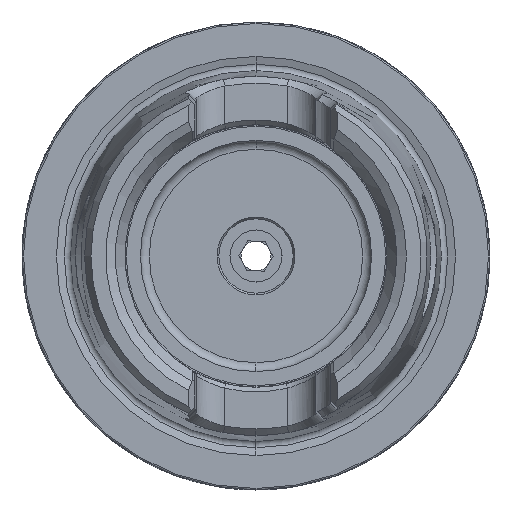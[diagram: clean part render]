
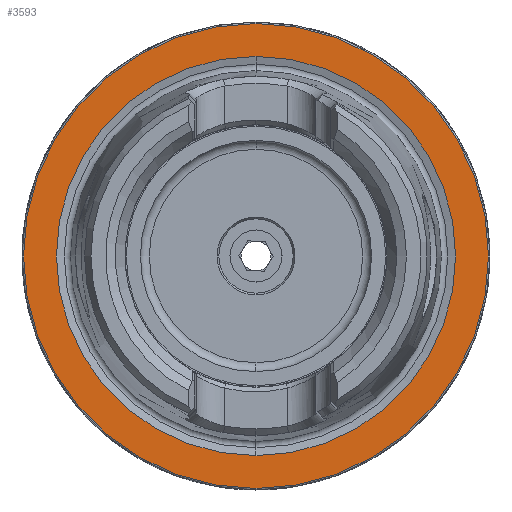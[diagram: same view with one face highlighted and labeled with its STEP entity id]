
A CAD part, left-side view. The second image highlights one B-rep face of the part: STEP entity #3593.
In plain terms, the highlighted planar face has unit normal (-1, 0, 0).
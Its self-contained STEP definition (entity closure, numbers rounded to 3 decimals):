
#42 = DIRECTION ( 'NONE',  ( 1., 0., 0. ) ) ;
#634 = ORIENTED_EDGE ( 'NONE', *, *, #5572, .T. ) ;
#901 = CARTESIAN_POINT ( 'NONE',  ( 0., 0., 26.85 ) ) ;
#1372 = AXIS2_PLACEMENT_3D ( 'NONE', #6013, #42, #10112 ) ;
#1515 = VERTEX_POINT ( 'NONE', #2453 ) ;
#1668 = FACE_OUTER_BOUND ( 'NONE', #6893, .T. ) ;
#1872 = AXIS2_PLACEMENT_3D ( 'NONE', #9383, #10309, #11320 ) ;
#2169 = DIRECTION ( 'NONE',  ( 0., 0., 1. ) ) ;
#2259 = CARTESIAN_POINT ( 'NONE',  ( 0., 0., 31.275 ) ) ;
#2265 = CIRCLE ( 'NONE', #2507, 31.275 ) ;
#2289 = EDGE_CURVE ( 'NONE', #6907, #9199, #11448, .T. ) ;
#2453 = CARTESIAN_POINT ( 'NONE',  ( 0., 0., -31.275 ) ) ;
#2507 = AXIS2_PLACEMENT_3D ( 'NONE', #8149, #5244, #2169 ) ;
#2813 = ORIENTED_EDGE ( 'NONE', *, *, #8677, .F. ) ;
#3341 = CARTESIAN_POINT ( 'NONE',  ( 0., 0., 0. ) ) ;
#3514 = ORIENTED_EDGE ( 'NONE', *, *, #2289, .F. ) ;
#3593 = ADVANCED_FACE ( 'NONE', ( #11677, #1668 ), #12015, .F. ) ;
#4100 = EDGE_LOOP ( 'NONE', ( #3514, #2813 ) ) ;
#4303 = DIRECTION ( 'NONE',  ( -1., 0., 0. ) ) ;
#4862 = ORIENTED_EDGE ( 'NONE', *, *, #12658, .T. ) ;
#5244 = DIRECTION ( 'NONE',  ( -1., 0., 0. ) ) ;
#5457 = CARTESIAN_POINT ( 'NONE',  ( 0., 0., 0. ) ) ;
#5572 = EDGE_CURVE ( 'NONE', #10467, #1515, #2265, .T. ) ;
#6013 = CARTESIAN_POINT ( 'NONE',  ( 0., 31.275, 0. ) ) ;
#6217 = AXIS2_PLACEMENT_3D ( 'NONE', #5457, #11488, #11452 ) ;
#6893 = EDGE_LOOP ( 'NONE', ( #634, #4862 ) ) ;
#6907 = VERTEX_POINT ( 'NONE', #901 ) ;
#7024 = CIRCLE ( 'NONE', #1872, 31.275 ) ;
#8149 = CARTESIAN_POINT ( 'NONE',  ( 0., 0., 0. ) ) ;
#8677 = EDGE_CURVE ( 'NONE', #9199, #6907, #10123, .T. ) ;
#9199 = VERTEX_POINT ( 'NONE', #12603 ) ;
#9383 = CARTESIAN_POINT ( 'NONE',  ( 0., 0., 0. ) ) ;
#10112 = DIRECTION ( 'NONE',  ( 0., 0., -1. ) ) ;
#10123 = CIRCLE ( 'NONE', #11594, 26.85 ) ;
#10309 = DIRECTION ( 'NONE',  ( -1., 0., 0. ) ) ;
#10362 = DIRECTION ( 'NONE',  ( 0., 0., 1. ) ) ;
#10467 = VERTEX_POINT ( 'NONE', #2259 ) ;
#11320 = DIRECTION ( 'NONE',  ( 0., 0., 1. ) ) ;
#11448 = CIRCLE ( 'NONE', #6217, 26.85 ) ;
#11452 = DIRECTION ( 'NONE',  ( 0., 0., 1. ) ) ;
#11488 = DIRECTION ( 'NONE',  ( -1., 0., 0. ) ) ;
#11594 = AXIS2_PLACEMENT_3D ( 'NONE', #3341, #4303, #10362 ) ;
#11677 = FACE_BOUND ( 'NONE', #4100, .T. ) ;
#12015 = PLANE ( 'NONE',  #1372 ) ;
#12603 = CARTESIAN_POINT ( 'NONE',  ( 0., 0., -26.85 ) ) ;
#12658 = EDGE_CURVE ( 'NONE', #1515, #10467, #7024, .T. ) ;
